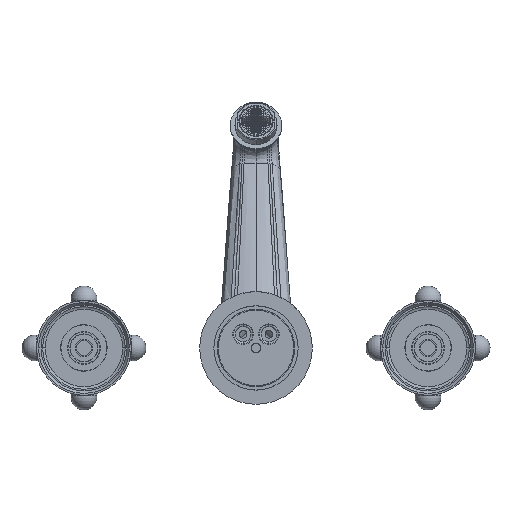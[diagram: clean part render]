
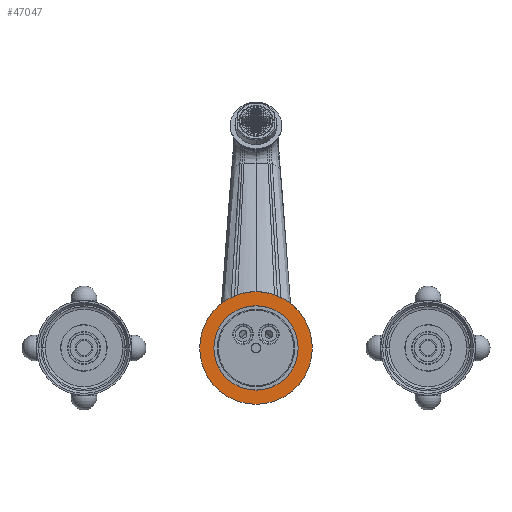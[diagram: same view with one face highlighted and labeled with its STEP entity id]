
A CAD part, front view. The second image highlights one B-rep face of the part: STEP entity #47047.
In plain terms, the highlighted planar face has unit normal (0, -1, 0).
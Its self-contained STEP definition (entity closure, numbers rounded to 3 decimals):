
#26720=CARTESIAN_POINT('',(0.,-22.,0.));
#26721=DIRECTION('',(0.,1.,0.));
#26722=DIRECTION('',(1.,0.,0.));
#26723=AXIS2_PLACEMENT_3D('',#26720,#26721,#26722);
#26725=CARTESIAN_POINT('',(0.,-22.,0.));
#26726=DIRECTION('',(0.,-1.,0.));
#26727=DIRECTION('',(1.,0.,0.));
#26728=AXIS2_PLACEMENT_3D('',#26725,#26726,#26727);
#26730=CARTESIAN_POINT('',(0.,-22.,0.));
#26731=DIRECTION('',(0.,-1.,0.));
#26732=DIRECTION('',(0.,0.,-1.));
#26733=AXIS2_PLACEMENT_3D('',#26730,#26731,#26732);
#26735=CARTESIAN_POINT('',(0.,-22.,0.));
#26736=DIRECTION('',(0.,-1.,0.));
#26737=DIRECTION('',(0.,0.,1.));
#26738=AXIS2_PLACEMENT_3D('',#26735,#26736,#26737);
#36932=CARTESIAN_POINT('',(32.75,-22.,0.));
#36933=VERTEX_POINT('',#36932);
#36934=CARTESIAN_POINT('',(-32.75,-22.,0.));
#36935=VERTEX_POINT('',#36934);
#37120=CARTESIAN_POINT('',(0.,-22.,-24.5));
#37121=CARTESIAN_POINT('',(0.,-22.,24.5));
#37122=VERTEX_POINT('',#37120);
#37123=VERTEX_POINT('',#37121);
#47032=CARTESIAN_POINT('',(0.,-22.,0.));
#47033=DIRECTION('',(0.,-1.,0.));
#47034=DIRECTION('',(-1.,0.,0.));
#47035=AXIS2_PLACEMENT_3D('',#47032,#47033,#47034);
#47036=PLANE('',#47035);
#47037=ORIENTED_EDGE('',*,*,#47000,.T.);
#47038=ORIENTED_EDGE('',*,*,#47018,.F.);
#47039=EDGE_LOOP('',(#47037,#47038));
#47040=FACE_OUTER_BOUND('',#47039,.F.);
#47042=ORIENTED_EDGE('',*,*,#47041,.T.);
#47044=ORIENTED_EDGE('',*,*,#47043,.T.);
#47045=EDGE_LOOP('',(#47042,#47044));
#47046=FACE_BOUND('',#47045,.F.);
#47047=ADVANCED_FACE('',(#47040,#47046),#47036,.T.);
#26724=CIRCLE('',#26723,32.75);
#26729=CIRCLE('',#26728,32.75);
#26734=CIRCLE('',#26733,24.5);
#26739=CIRCLE('',#26738,24.5);
#47000=EDGE_CURVE('',#36933,#36935,#26724,.T.);
#47018=EDGE_CURVE('',#36933,#36935,#26729,.T.);
#47041=EDGE_CURVE('',#37122,#37123,#26734,.T.);
#47043=EDGE_CURVE('',#37123,#37122,#26739,.T.);
